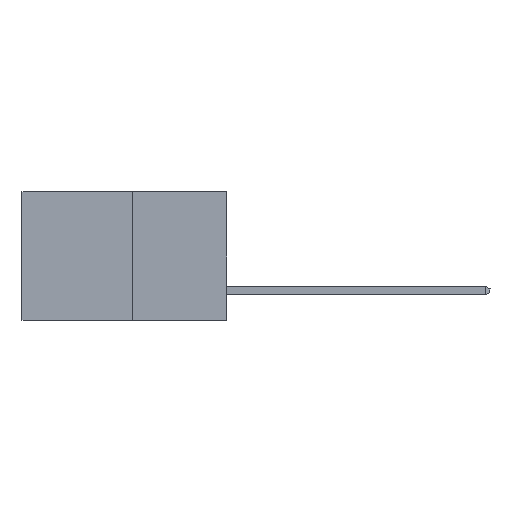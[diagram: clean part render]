
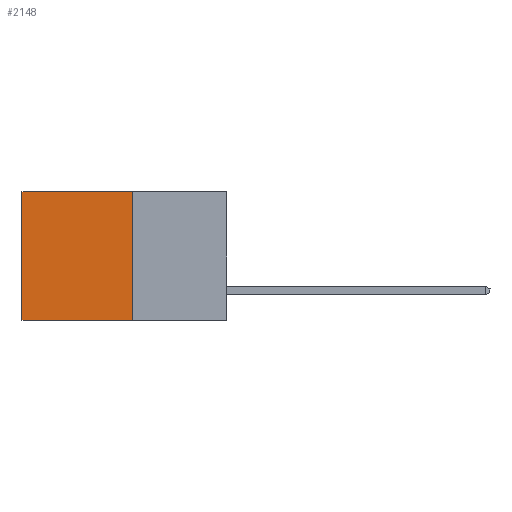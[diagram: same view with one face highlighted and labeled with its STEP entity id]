
A CAD part, left-side view. The second image highlights one B-rep face of the part: STEP entity #2148.
In plain terms, the highlighted planar face has unit normal (-1, 0, 0).
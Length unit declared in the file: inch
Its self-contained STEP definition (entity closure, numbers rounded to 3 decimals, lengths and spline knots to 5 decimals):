
#137 = VECTOR ( 'NONE', #4003, 39.37008 ) ;
#293 = ORIENTED_EDGE ( 'NONE', *, *, #8465, .F. ) ;
#545 = VECTOR ( 'NONE', #706, 39.37008 ) ;
#706 = DIRECTION ( 'NONE',  ( 0., 0., -1. ) ) ;
#881 = LINE ( 'NONE', #2005, #545 ) ;
#1275 = EDGE_CURVE ( 'NONE', #8384, #4626, #881, .T. ) ;
#1474 = CARTESIAN_POINT ( 'NONE',  ( 0.277, 0.27, -0.37 ) ) ;
#2005 = CARTESIAN_POINT ( 'NONE',  ( 0.277, 0.59, -0.37 ) ) ;
#2148 = ADVANCED_FACE ( 'NONE', ( #3358 ), #7160, .F. ) ;
#2497 = CARTESIAN_POINT ( 'NONE',  ( 0.277, 0.27, -0.37 ) ) ;
#2528 = EDGE_CURVE ( 'NONE', #2670, #8384, #4862, .T. ) ;
#2536 = DIRECTION ( 'NONE',  ( 0., 1., 0. ) ) ;
#2670 = VERTEX_POINT ( 'NONE', #3177 ) ;
#3177 = CARTESIAN_POINT ( 'NONE',  ( 0.277, 0.27, 0. ) ) ;
#3358 = FACE_OUTER_BOUND ( 'NONE', #3907, .T. ) ;
#3907 = EDGE_LOOP ( 'NONE', ( #4789, #293, #4356, #5045 ) ) ;
#4003 = DIRECTION ( 'NONE',  ( 0., 1., 0. ) ) ;
#4056 = CARTESIAN_POINT ( 'NONE',  ( 0.277, 0.27, 0. ) ) ;
#4356 = ORIENTED_EDGE ( 'NONE', *, *, #10951, .F. ) ;
#4395 = LINE ( 'NONE', #1474, #8687 ) ;
#4626 = VERTEX_POINT ( 'NONE', #9523 ) ;
#4789 = ORIENTED_EDGE ( 'NONE', *, *, #1275, .T. ) ;
#4862 = LINE ( 'NONE', #4056, #137 ) ;
#5045 = ORIENTED_EDGE ( 'NONE', *, *, #2528, .T. ) ;
#6040 = VECTOR ( 'NONE', #2536, 39.37008 ) ;
#7145 = CARTESIAN_POINT ( 'NONE',  ( 0.277, 0.27, -0.37 ) ) ;
#7160 = PLANE ( 'NONE',  #8002 ) ;
#7184 = DIRECTION ( 'NONE',  ( 0., 0., -1. ) ) ;
#7205 = DIRECTION ( 'NONE',  ( 1., 0., 0. ) ) ;
#8002 = AXIS2_PLACEMENT_3D ( 'NONE', #7145, #7205, #7184 ) ;
#8384 = VERTEX_POINT ( 'NONE', #10786 ) ;
#8465 = EDGE_CURVE ( 'NONE', #10023, #4626, #10803, .T. ) ;
#8687 = VECTOR ( 'NONE', #9976, 39.37008 ) ;
#9523 = CARTESIAN_POINT ( 'NONE',  ( 0.277, 0.59, -0.37 ) ) ;
#9976 = DIRECTION ( 'NONE',  ( 0., 0., -1. ) ) ;
#10023 = VERTEX_POINT ( 'NONE', #11498 ) ;
#10786 = CARTESIAN_POINT ( 'NONE',  ( 0.277, 0.59, 0. ) ) ;
#10803 = LINE ( 'NONE', #2497, #6040 ) ;
#10951 = EDGE_CURVE ( 'NONE', #2670, #10023, #4395, .T. ) ;
#11498 = CARTESIAN_POINT ( 'NONE',  ( 0.277, 0.27, -0.37 ) ) ;
